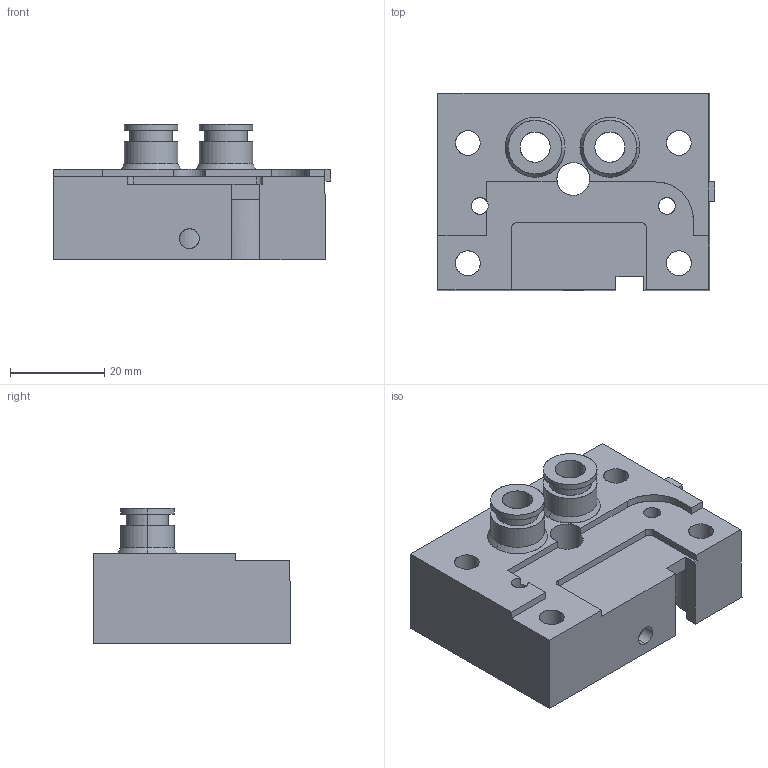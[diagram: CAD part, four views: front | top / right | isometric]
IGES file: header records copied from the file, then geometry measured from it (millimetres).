
Start section: SolidWorks IGES file using analytic representation for surfaces
Global section: file name: Manifold.IGS; native system: SolidWorks 2005 by SolidWorks Corporation; preprocessor: SolidWorks 2005 by SolidWorks Corporation; author: Jay Shoemaker; date: 040929.120455; units: inch
Bounding box: 58.94 x 41.82 x 28.7 mm (x, y, z)
Surface area: 16461.1 mm2 (no closed solid volume)
Topology: 0 solids, 0 shells, 157 faces, 3277 edges, 3277 vertices
Faces by surface type: revolution 92, bspline 65
